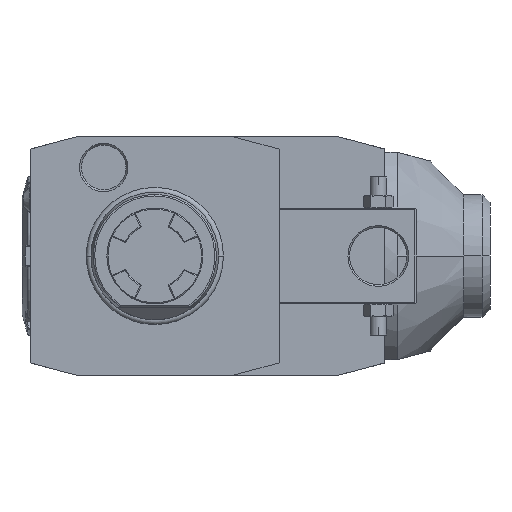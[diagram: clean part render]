
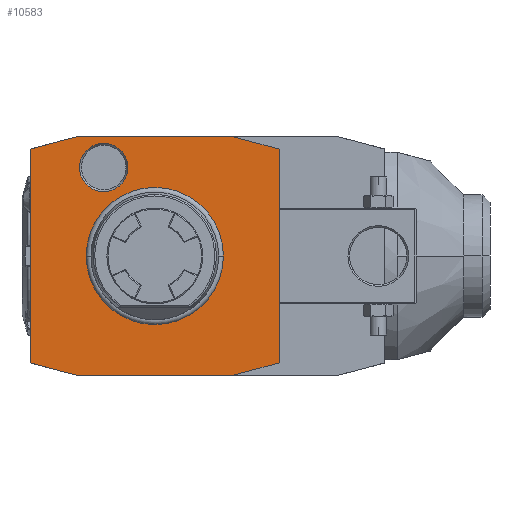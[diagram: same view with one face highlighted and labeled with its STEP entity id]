
A CAD part, front view. The second image highlights one B-rep face of the part: STEP entity #10583.
In plain terms, the highlighted planar face has unit normal (0, -1, 0).
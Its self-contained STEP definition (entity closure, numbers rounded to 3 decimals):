
#1=DIRECTION('',(1.,0.,0.));
#2=VECTOR('',#1,48.);
#3=CARTESIAN_POINT('',(-24.,0.,-37.5));
#4=LINE('',#3,#2);
#5=DIRECTION('',(0.966,0.,-0.259));
#6=VECTOR('',#5,15.529);
#7=CARTESIAN_POINT('',(-39.,0.,-33.481));
#8=LINE('',#7,#6);
#9=DIRECTION('',(0.,0.,-1.));
#10=VECTOR('',#9,66.962);
#11=CARTESIAN_POINT('',(-39.,0.,33.481));
#12=LINE('',#11,#10);
#13=DIRECTION('',(-0.966,0.,-0.259));
#14=VECTOR('',#13,15.529);
#15=CARTESIAN_POINT('',(-24.,0.,37.5));
#16=LINE('',#15,#14);
#17=DIRECTION('',(-1.,0.,0.));
#18=VECTOR('',#17,48.);
#19=CARTESIAN_POINT('',(24.,0.,37.5));
#20=LINE('',#19,#18);
#21=DIRECTION('',(-0.966,0.,0.259));
#22=VECTOR('',#21,15.529);
#23=CARTESIAN_POINT('',(39.,0.,33.481));
#24=LINE('',#23,#22);
#25=DIRECTION('',(0.,0.,1.));
#26=VECTOR('',#25,66.962);
#27=CARTESIAN_POINT('',(39.,0.,-33.481));
#28=LINE('',#27,#26);
#29=DIRECTION('',(0.966,0.,0.259));
#30=VECTOR('',#29,15.529);
#31=CARTESIAN_POINT('',(24.,0.,-37.5));
#32=LINE('',#31,#30);
#33=CARTESIAN_POINT('',(-16.,0.,27.713));
#34=DIRECTION('',(0.,1.,0.));
#35=DIRECTION('',(1.,0.,0.));
#36=AXIS2_PLACEMENT_3D('',#33,#34,#35);
#38=CARTESIAN_POINT('',(-16.,0.,27.713));
#39=DIRECTION('',(0.,1.,0.));
#40=DIRECTION('',(-1.,0.,0.));
#41=AXIS2_PLACEMENT_3D('',#38,#39,#40);
#7440=CARTESIAN_POINT('',(0.,0.,0.));
#7441=DIRECTION('',(0.,-1.,0.));
#7442=DIRECTION('',(1.,0.,0.));
#7443=AXIS2_PLACEMENT_3D('',#7440,#7441,#7442);
#7445=CARTESIAN_POINT('',(0.,0.,0.));
#7446=DIRECTION('',(0.,-1.,0.));
#7447=DIRECTION('',(-1.,0.,0.));
#7448=AXIS2_PLACEMENT_3D('',#7445,#7446,#7447);
#9437=CARTESIAN_POINT('',(-8.423,0.,27.713));
#9438=CARTESIAN_POINT('',(-23.577,0.,27.713));
#9439=VERTEX_POINT('',#9437);
#9440=VERTEX_POINT('',#9438);
#10313=CARTESIAN_POINT('',(-24.,0.,-37.5));
#10314=CARTESIAN_POINT('',(24.,0.,-37.5));
#10315=VERTEX_POINT('',#10313);
#10316=VERTEX_POINT('',#10314);
#10317=CARTESIAN_POINT('',(39.,0.,-33.481));
#10318=VERTEX_POINT('',#10317);
#10319=CARTESIAN_POINT('',(39.,0.,33.481));
#10320=VERTEX_POINT('',#10319);
#10321=CARTESIAN_POINT('',(24.,0.,37.5));
#10322=VERTEX_POINT('',#10321);
#10323=CARTESIAN_POINT('',(-24.,0.,37.5));
#10324=VERTEX_POINT('',#10323);
#10325=CARTESIAN_POINT('',(-39.,0.,33.481));
#10326=VERTEX_POINT('',#10325);
#10327=CARTESIAN_POINT('',(-39.,0.,-33.481));
#10328=VERTEX_POINT('',#10327);
#10396=CARTESIAN_POINT('',(21.137,0.,0.));
#10397=CARTESIAN_POINT('',(-21.137,0.,0.));
#10398=VERTEX_POINT('',#10396);
#10399=VERTEX_POINT('',#10397);
#10548=CARTESIAN_POINT('',(0.,0.,0.));
#10549=DIRECTION('',(0.,-1.,0.));
#10550=DIRECTION('',(-1.,0.,0.));
#10551=AXIS2_PLACEMENT_3D('',#10548,#10549,#10550);
#10552=PLANE('',#10551);
#10554=ORIENTED_EDGE('',*,*,#10553,.F.);
#10556=ORIENTED_EDGE('',*,*,#10555,.F.);
#10558=ORIENTED_EDGE('',*,*,#10557,.F.);
#10560=ORIENTED_EDGE('',*,*,#10559,.F.);
#10562=ORIENTED_EDGE('',*,*,#10561,.F.);
#10564=ORIENTED_EDGE('',*,*,#10563,.F.);
#10566=ORIENTED_EDGE('',*,*,#10565,.F.);
#10568=ORIENTED_EDGE('',*,*,#10567,.F.);
#10569=EDGE_LOOP('',(#10554,#10556,#10558,#10560,#10562,#10564,#10566,#10568));
#10570=FACE_OUTER_BOUND('',#10569,.F.);
#10572=ORIENTED_EDGE('',*,*,#10571,.T.);
#10574=ORIENTED_EDGE('',*,*,#10573,.T.);
#10575=EDGE_LOOP('',(#10572,#10574));
#10576=FACE_BOUND('',#10575,.F.);
#10578=ORIENTED_EDGE('',*,*,#10577,.F.);
#10580=ORIENTED_EDGE('',*,*,#10579,.F.);
#10581=EDGE_LOOP('',(#10578,#10580));
#10582=FACE_BOUND('',#10581,.F.);
#37=CIRCLE('',#36,7.577);
#42=CIRCLE('',#41,7.577);
#7444=CIRCLE('',#7443,21.137);
#7449=CIRCLE('',#7448,21.137);
#10553=EDGE_CURVE('',#10315,#10316,#4,.T.);
#10555=EDGE_CURVE('',#10328,#10315,#8,.T.);
#10557=EDGE_CURVE('',#10326,#10328,#12,.T.);
#10559=EDGE_CURVE('',#10324,#10326,#16,.T.);
#10561=EDGE_CURVE('',#10322,#10324,#20,.T.);
#10563=EDGE_CURVE('',#10320,#10322,#24,.T.);
#10565=EDGE_CURVE('',#10318,#10320,#28,.T.);
#10567=EDGE_CURVE('',#10316,#10318,#32,.T.);
#10571=EDGE_CURVE('',#10398,#10399,#7444,.T.);
#10573=EDGE_CURVE('',#10399,#10398,#7449,.T.);
#10577=EDGE_CURVE('',#9439,#9440,#37,.T.);
#10579=EDGE_CURVE('',#9440,#9439,#42,.T.);
#10583=ADVANCED_FACE('',(#10570,#10576,#10582),#10552,.T.);
